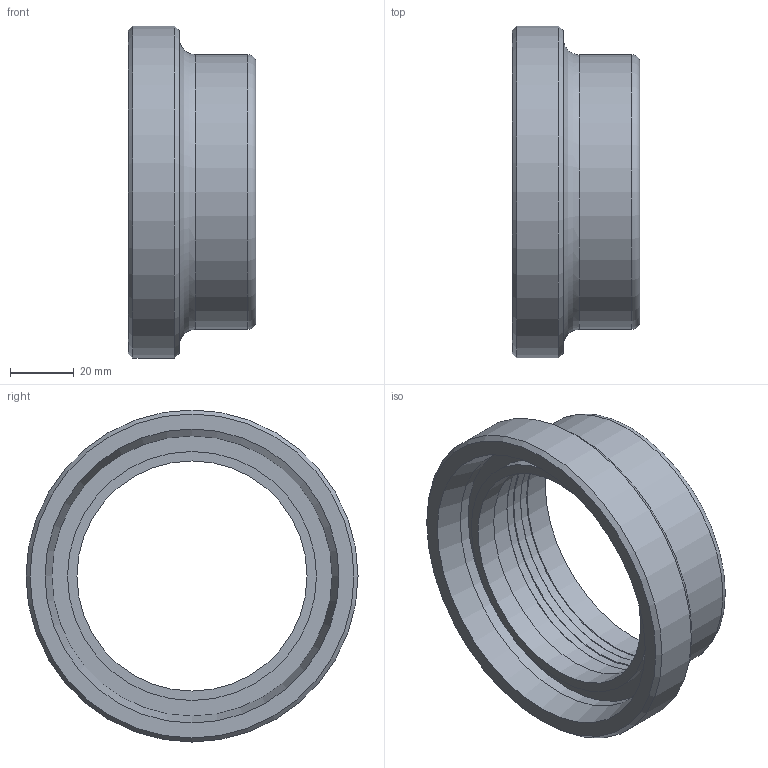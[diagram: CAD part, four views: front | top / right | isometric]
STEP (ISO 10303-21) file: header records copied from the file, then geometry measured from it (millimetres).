
FILE_DESCRIPTION((''),'2;1');
FILE_NAME('10501300X.stp','2010-08-04T10:24:11',('thilbrands'),(''),'Autodesk Inventor 2008','Autodesk Inventor 2008','');
FILE_SCHEMA(('AUTOMOTIVE_DESIGN { 1 0 10303 214 1 1 1 1 }'));
Length unit declared in the file: millimetre
Products named in the file (1): 105011001
Bounding box: 40 x 104 x 104 mm (x, y, z)
Volume: 77064.9 mm3; surface area: 30402.2 mm2
Topology: 1 solids, 1 shells, 27 faces, 48 edges, 27 vertices
Faces by surface type: cylinder 10, cone 7, plane 6, bspline 3, torus 1
Full cylindrical faces by diameter (mm): 72.1 x1, 76.4 x3, 76.8 x2, 78 x1, 86 x1, 87.8 x1, 104 x1
Entity records: 694 total; most frequent: CARTESIAN_POINT 214, DIRECTION 104, ORIENTED_EDGE 54, EDGE_LOOP 54, AXIS2_PLACEMENT_3D 52, VERTEX_POINT 27, CIRCLE 27, EDGE_CURVE 27
